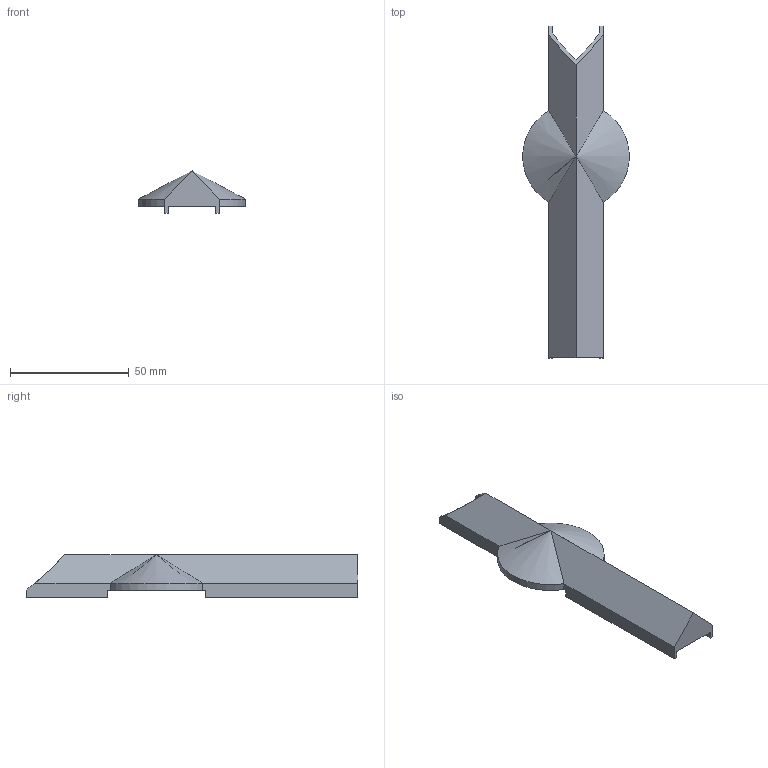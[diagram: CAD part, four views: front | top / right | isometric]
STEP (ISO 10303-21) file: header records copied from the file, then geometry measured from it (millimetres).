
FILE_DESCRIPTION(/* description */ ('STEP AP242','CAx-IF Rec.Pracs.---Representation and Presentation of Product Manufacturing Information (PMI)---4.0---2014-10-13','CAx-IF Rec.Pracs.---3D Tessellated Geometry---0.4---2014-09-14','2;1'),/* implementation_level */ '2;1');
FILE_NAME(/* name */ '6423629606b4aa79901b44f2',/* time_stamp */ '2023-03-28T21:56:38+00:00',/* author */ (''),/* organization */ (''),/* preprocessor_version */ 'ST-DEVELOPER v18.102',/* originating_system */ ' ',/* authorisation */ ' ');
FILE_SCHEMA (('AP242_MANAGED_MODEL_BASED_3D_ENGINEERING_MIM_LF { 1 0 10303 442 1 1 4 }'));
Length unit declared in the file: metre
Products named in the file (1): WireCover
Bounding box: 45 x 140 x 18 mm (x, y, z)
Volume: 9687.7 mm3; surface area: 13135.1 mm2
Topology: 1 solids, 1 shells, 61 faces, 175 edges, 113 vertices
Faces by surface type: plane 37, cylinder 17, cone 7
Full cylindrical faces by diameter (mm): 2.5 x4
Entity records: 1906 total; most frequent: CARTESIAN_POINT 356, DIRECTION 318, ORIENTED_EDGE 308, EDGE_CURVE 154, VERTEX_POINT 108, LINE 106, VECTOR 106, AXIS2_PLACEMENT_3D 106
